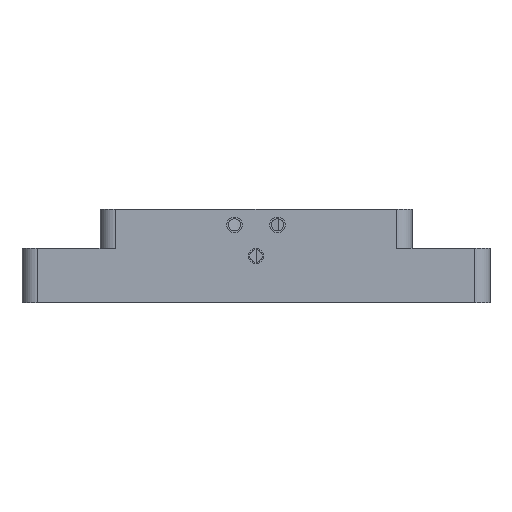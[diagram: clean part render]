
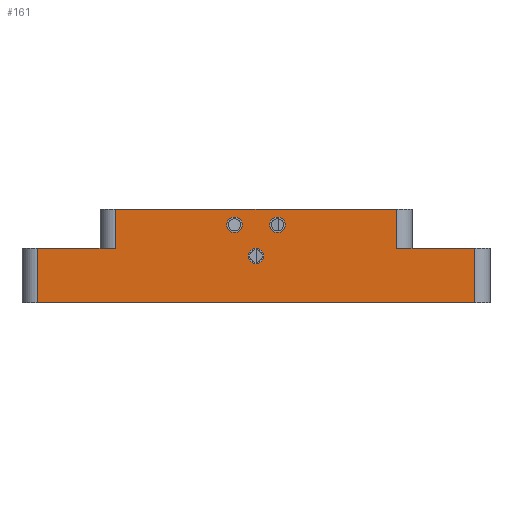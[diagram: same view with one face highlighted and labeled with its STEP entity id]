
A CAD part, front view. The second image highlights one B-rep face of the part: STEP entity #161.
In plain terms, the highlighted planar face has unit normal (0, -1, 0).
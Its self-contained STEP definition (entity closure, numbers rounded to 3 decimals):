
#161=ADVANCED_FACE('',(#487,#488,#489,#324),#1556,.T.);
#324=FACE_OUTER_BOUND('',#535,.F.);
#487=FACE_BOUND('',#532,.F.);
#488=FACE_BOUND('',#533,.F.);
#489=FACE_BOUND('',#534,.F.);
#532=EDGE_LOOP('',(#740,#741));
#533=EDGE_LOOP('',(#742,#743));
#534=EDGE_LOOP('',(#744,#745));
#535=EDGE_LOOP('',(#746,#747,#748,#749,#750,#751,#752,#753,#754,#755));
#740=ORIENTED_EDGE('',*,*,#2313,.T.);
#741=ORIENTED_EDGE('',*,*,#2314,.T.);
#742=ORIENTED_EDGE('',*,*,#2315,.T.);
#743=ORIENTED_EDGE('',*,*,#2316,.T.);
#744=ORIENTED_EDGE('',*,*,#2317,.T.);
#745=ORIENTED_EDGE('',*,*,#2318,.T.);
#746=ORIENTED_EDGE('',*,*,#2378,.F.);
#747=ORIENTED_EDGE('',*,*,#2371,.F.);
#748=ORIENTED_EDGE('',*,*,#2377,.T.);
#749=ORIENTED_EDGE('',*,*,#2374,.F.);
#750=ORIENTED_EDGE('',*,*,#2375,.T.);
#751=ORIENTED_EDGE('',*,*,#2369,.T.);
#752=ORIENTED_EDGE('',*,*,#2373,.T.);
#753=ORIENTED_EDGE('',*,*,#2372,.F.);
#754=ORIENTED_EDGE('',*,*,#2376,.T.);
#755=ORIENTED_EDGE('',*,*,#2370,.T.);
#1556=PLANE('',#3420);
#1919=LINE('',#4853,#2125);
#1920=LINE('',#4854,#2126);
#1921=LINE('',#4855,#2127);
#1922=LINE('',#4856,#2128);
#1923=LINE('',#4857,#2129);
#1924=LINE('',#4858,#2130);
#1925=LINE('',#4859,#2131);
#1926=LINE('',#4860,#2132);
#1927=LINE('',#4861,#2133);
#1928=LINE('',#4862,#2134);
#2125=VECTOR('',#3683,36.);
#2126=VECTOR('',#3684,7.);
#2127=VECTOR('',#3685,7.);
#2128=VECTOR('',#3686,2.);
#2129=VECTOR('',#3687,5.);
#2130=VECTOR('',#3688,2.);
#2131=VECTOR('',#3689,5.);
#2132=VECTOR('',#3690,8.);
#2133=VECTOR('',#3691,8.);
#2134=VECTOR('',#3692,56.);
#2313=EDGE_CURVE('',#3188,#3187,#2721,.T.);
#2314=EDGE_CURVE('',#3187,#3188,#2722,.T.);
#2315=EDGE_CURVE('',#3186,#3185,#2723,.T.);
#2316=EDGE_CURVE('',#3185,#3186,#2724,.T.);
#2317=EDGE_CURVE('',#3184,#3183,#2725,.T.);
#2318=EDGE_CURVE('',#3183,#3184,#2726,.T.);
#2369=EDGE_CURVE('',#3131,#3130,#1919,.T.);
#2370=EDGE_CURVE('',#3129,#3128,#1920,.T.);
#2371=EDGE_CURVE('',#3127,#3126,#1921,.T.);
#2372=EDGE_CURVE('',#3125,#3124,#1922,.T.);
#2373=EDGE_CURVE('',#3130,#3124,#1923,.T.);
#2374=EDGE_CURVE('',#3123,#3122,#1924,.T.);
#2375=EDGE_CURVE('',#3123,#3131,#1925,.T.);
#2376=EDGE_CURVE('',#3125,#3129,#1926,.T.);
#2377=EDGE_CURVE('',#3127,#3122,#1927,.T.);
#2378=EDGE_CURVE('',#3126,#3128,#1928,.T.);
#2721=CIRCLE('',#3218,1.);
#2722=CIRCLE('',#3219,1.);
#2723=CIRCLE('',#3220,1.);
#2724=CIRCLE('',#3221,1.);
#2725=CIRCLE('',#3222,1.);
#2726=CIRCLE('',#3223,1.);
#3122=VERTEX_POINT('',#4730);
#3123=VERTEX_POINT('',#4731);
#3124=VERTEX_POINT('',#4732);
#3125=VERTEX_POINT('',#4733);
#3126=VERTEX_POINT('',#4734);
#3127=VERTEX_POINT('',#4735);
#3128=VERTEX_POINT('',#4736);
#3129=VERTEX_POINT('',#4737);
#3130=VERTEX_POINT('',#4738);
#3131=VERTEX_POINT('',#4739);
#3183=VERTEX_POINT('',#4791);
#3184=VERTEX_POINT('',#4792);
#3185=VERTEX_POINT('',#4793);
#3186=VERTEX_POINT('',#4794);
#3187=VERTEX_POINT('',#4795);
#3188=VERTEX_POINT('',#4796);
#3218=AXIS2_PLACEMENT_3D('',#4797,#3589,#3590);
#3219=AXIS2_PLACEMENT_3D('',#4798,#3591,#3592);
#3220=AXIS2_PLACEMENT_3D('',#4799,#3593,#3594);
#3221=AXIS2_PLACEMENT_3D('',#4800,#3595,#3596);
#3222=AXIS2_PLACEMENT_3D('',#4801,#3597,#3598);
#3223=AXIS2_PLACEMENT_3D('',#4802,#3599,#3600);
#3420=AXIS2_PLACEMENT_3D('',#5205,#4199,#4200);
#3589=DIRECTION('',(0.,-1.,0.));
#3590=DIRECTION('',(-1.,0.,0.));
#3591=DIRECTION('',(0.,-1.,0.));
#3592=DIRECTION('',(1.,0.,0.));
#3593=DIRECTION('',(0.,-1.,0.));
#3594=DIRECTION('',(-1.,0.,0.));
#3595=DIRECTION('',(0.,-1.,0.));
#3596=DIRECTION('',(1.,0.,0.));
#3597=DIRECTION('',(0.,-1.,0.));
#3598=DIRECTION('',(-1.,0.,0.));
#3599=DIRECTION('',(0.,-1.,0.));
#3600=DIRECTION('',(1.,0.,0.));
#3683=DIRECTION('',(1.,0.,0.));
#3684=DIRECTION('',(0.,0.,-1.));
#3685=DIRECTION('',(0.,0.,-1.));
#3686=DIRECTION('',(-1.,0.,0.));
#3687=DIRECTION('',(0.,0.,-1.));
#3688=DIRECTION('',(-1.,0.,0.));
#3689=DIRECTION('',(0.,0.,1.));
#3690=DIRECTION('',(1.,0.,0.));
#3691=DIRECTION('',(1.,0.,0.));
#3692=DIRECTION('',(1.,0.,0.));
#4199=DIRECTION('',(0.,-1.,0.));
#4200=DIRECTION('',(1.,0.,0.));
#4730=CARTESIAN_POINT('',(185.,40.8,155.8));
#4731=CARTESIAN_POINT('',(187.,40.8,155.8));
#4732=CARTESIAN_POINT('',(223.,40.8,155.8));
#4733=CARTESIAN_POINT('',(225.,40.8,155.8));
#4734=CARTESIAN_POINT('',(177.,40.8,148.8));
#4735=CARTESIAN_POINT('',(177.,40.8,155.8));
#4736=CARTESIAN_POINT('',(233.,40.8,148.8));
#4737=CARTESIAN_POINT('',(233.,40.8,155.8));
#4738=CARTESIAN_POINT('',(223.,40.8,160.8));
#4739=CARTESIAN_POINT('',(187.,40.8,160.8));
#4791=CARTESIAN_POINT('',(203.25,40.8,158.8));
#4792=CARTESIAN_POINT('',(201.25,40.8,158.8));
#4793=CARTESIAN_POINT('',(208.75,40.8,158.8));
#4794=CARTESIAN_POINT('',(206.75,40.8,158.8));
#4795=CARTESIAN_POINT('',(206.,40.8,154.8));
#4796=CARTESIAN_POINT('',(204.,40.8,154.8));
#4797=CARTESIAN_POINT('',(205.,40.8,154.8));
#4798=CARTESIAN_POINT('',(205.,40.8,154.8));
#4799=CARTESIAN_POINT('',(207.75,40.8,158.8));
#4800=CARTESIAN_POINT('',(207.75,40.8,158.8));
#4801=CARTESIAN_POINT('',(202.25,40.8,158.8));
#4802=CARTESIAN_POINT('',(202.25,40.8,158.8));
#4853=CARTESIAN_POINT('',(187.,40.8,160.8));
#4854=CARTESIAN_POINT('',(233.,40.8,155.8));
#4855=CARTESIAN_POINT('',(177.,40.8,155.8));
#4856=CARTESIAN_POINT('',(225.,40.8,155.8));
#4857=CARTESIAN_POINT('',(223.,40.8,160.8));
#4858=CARTESIAN_POINT('',(187.,40.8,155.8));
#4859=CARTESIAN_POINT('',(187.,40.8,155.8));
#4860=CARTESIAN_POINT('',(225.,40.8,155.8));
#4861=CARTESIAN_POINT('',(177.,40.8,155.8));
#4862=CARTESIAN_POINT('',(177.,40.8,148.8));
#5205=CARTESIAN_POINT('',(174.4,40.8,148.2));
